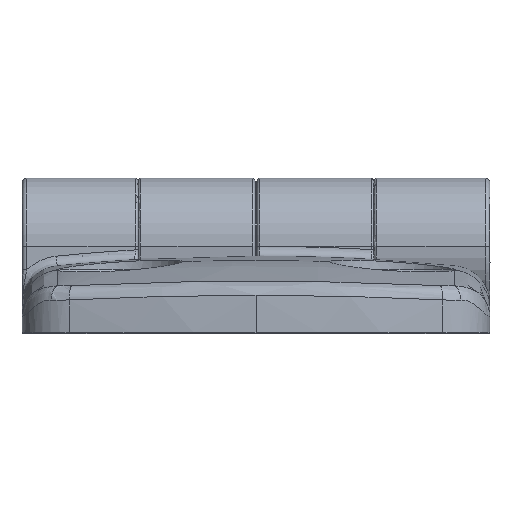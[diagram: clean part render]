
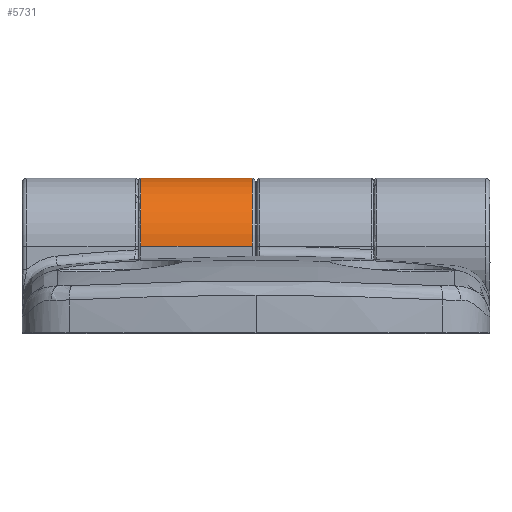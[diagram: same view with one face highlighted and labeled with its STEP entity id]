
A CAD part, top view. The second image highlights one B-rep face of the part: STEP entity #5731.
In plain terms, the highlighted cylindrical face has radius 7 mm (diameter 14 mm), a partial arc.
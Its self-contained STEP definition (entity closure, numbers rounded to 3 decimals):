
#605 = DIRECTION ( 'NONE',  ( -1., 0., 0. ) ) ;
#995 = VERTEX_POINT ( 'NONE', #1514 ) ;
#1489 = DIRECTION ( 'NONE',  ( -1., 0., 0. ) ) ;
#1514 = CARTESIAN_POINT ( 'NONE',  ( -0.4, 8.9, -7. ) ) ;
#1813 = VERTEX_POINT ( 'NONE', #6022 ) ;
#1898 = DIRECTION ( 'NONE',  ( -1., 0., 0. ) ) ;
#2239 = VECTOR ( 'NONE', #4245, 1000. ) ;
#2562 = AXIS2_PLACEMENT_3D ( 'NONE', #2851, #1898, #11463 ) ;
#2851 = CARTESIAN_POINT ( 'NONE',  ( -0.4, 8.9, 0. ) ) ;
#3191 = CARTESIAN_POINT ( 'NONE',  ( -11.8, 8.9, 7. ) ) ;
#3839 = FACE_OUTER_BOUND ( 'NONE', #11511, .T. ) ;
#4213 = EDGE_CURVE ( 'NONE', #5278, #6721, #11627, .T. ) ;
#4245 = DIRECTION ( 'NONE',  ( -1., 0., 0. ) ) ;
#4504 = CIRCLE ( 'NONE', #2562, 7. ) ;
#5278 = VERTEX_POINT ( 'NONE', #6784 ) ;
#5731 = ADVANCED_FACE ( 'NONE', ( #3839 ), #7996, .T. ) ;
#6022 = CARTESIAN_POINT ( 'NONE',  ( -11.8, 8.9, -7. ) ) ;
#6150 = CARTESIAN_POINT ( 'NONE',  ( 24., 8.9, -7. ) ) ;
#6417 = AXIS2_PLACEMENT_3D ( 'NONE', #7797, #8795, #8762 ) ;
#6492 = CIRCLE ( 'NONE', #10359, 7. ) ;
#6582 = VECTOR ( 'NONE', #1489, 1000. ) ;
#6721 = VERTEX_POINT ( 'NONE', #3191 ) ;
#6784 = CARTESIAN_POINT ( 'NONE',  ( -0.4, 8.9, 7. ) ) ;
#6834 = EDGE_CURVE ( 'NONE', #6721, #1813, #6492, .T. ) ;
#7148 = DIRECTION ( 'NONE',  ( 0., 0., 1. ) ) ;
#7797 = CARTESIAN_POINT ( 'NONE',  ( 24., 8.9, 0. ) ) ;
#7996 = CYLINDRICAL_SURFACE ( 'NONE', #6417, 7. ) ;
#8071 = CARTESIAN_POINT ( 'NONE',  ( 24., 8.9, 7. ) ) ;
#8762 = DIRECTION ( 'NONE',  ( 0., 0., 1. ) ) ;
#8795 = DIRECTION ( 'NONE',  ( -1., 0., 0. ) ) ;
#8831 = EDGE_CURVE ( 'NONE', #5278, #995, #4504, .T. ) ;
#9426 = ORIENTED_EDGE ( 'NONE', *, *, #8831, .T. ) ;
#9550 = ORIENTED_EDGE ( 'NONE', *, *, #6834, .F. ) ;
#9614 = ORIENTED_EDGE ( 'NONE', *, *, #9927, .T. ) ;
#9735 = ORIENTED_EDGE ( 'NONE', *, *, #4213, .F. ) ;
#9927 = EDGE_CURVE ( 'NONE', #995, #1813, #11830, .T. ) ;
#10124 = CARTESIAN_POINT ( 'NONE',  ( -11.8, 8.9, 0. ) ) ;
#10359 = AXIS2_PLACEMENT_3D ( 'NONE', #10124, #605, #7148 ) ;
#11463 = DIRECTION ( 'NONE',  ( 0., 0., 1. ) ) ;
#11511 = EDGE_LOOP ( 'NONE', ( #9735, #9426, #9614, #9550 ) ) ;
#11627 = LINE ( 'NONE', #8071, #2239 ) ;
#11830 = LINE ( 'NONE', #6150, #6582 ) ;
